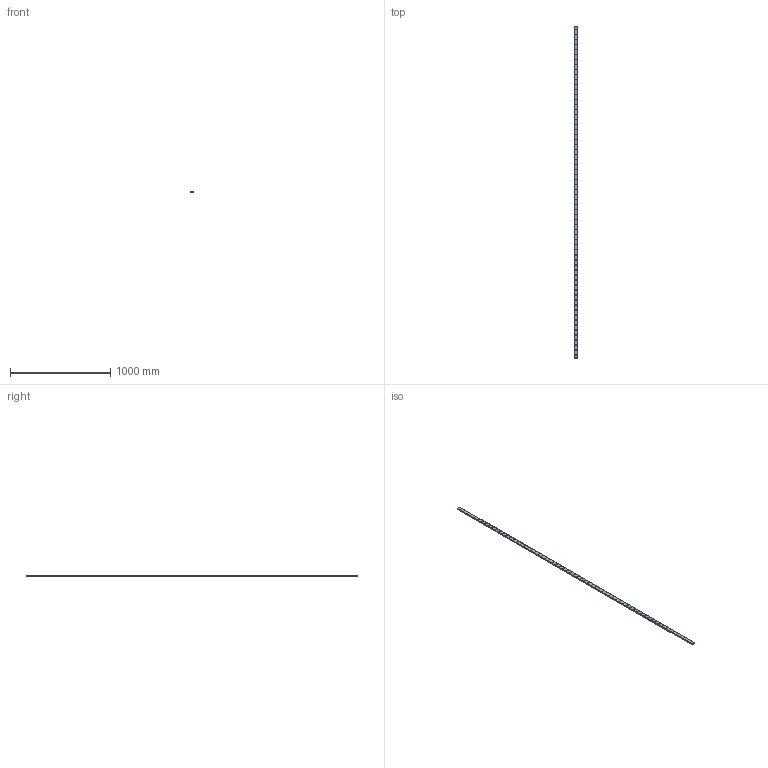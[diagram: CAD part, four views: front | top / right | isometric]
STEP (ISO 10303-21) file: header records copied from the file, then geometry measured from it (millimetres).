
FILE_DESCRIPTION(('STEP AP214'),'1');
FILE_NAME('cctmp_E42F4369-04E8-416F-A1FD-7023CB5A4972_2021_03_04_11_58_40_0096..stp','2021-03-04T10:58:40',('HIWIN GmbH'),('CADClick - www.CADClick.com'),'Spatial InterOp 3D',' ','unknown authorization');
FILE_SCHEMA(('AUTOMOTIVE_DESIGN'));
Length unit declared in the file: millimetre
Products named in the file (1): WER21R3310H_FILE
Bounding box: 37 x 3310 x 11 mm (x, y, z)
Volume: 1226748.6 mm3; surface area: 357959.4 mm2
Topology: 1 solids, 1 shells, 1291 faces, 2667 edges, 1778 vertices
Faces by surface type: cylinder 810, plane 481
Entity records: 45333 total; most frequent: DIRECTION 6871, CARTESIAN_POINT 5737, ORIENTED_EDGE 5334, AXIS2_PLACEMENT_3D 2912, EDGE_CURVE 2667, VERTEX_POINT 1778, EDGE_LOOP 1691, CIRCLE 1620
